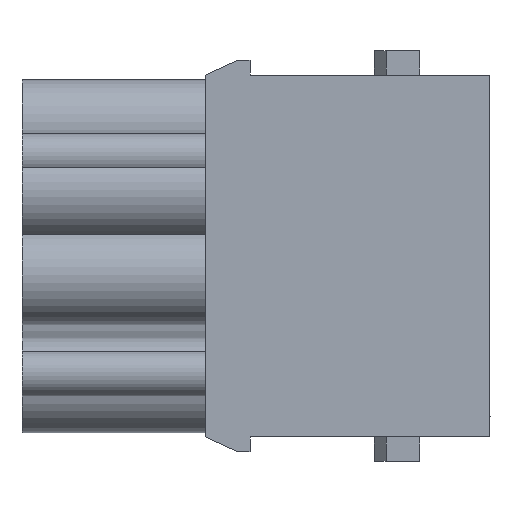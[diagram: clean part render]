
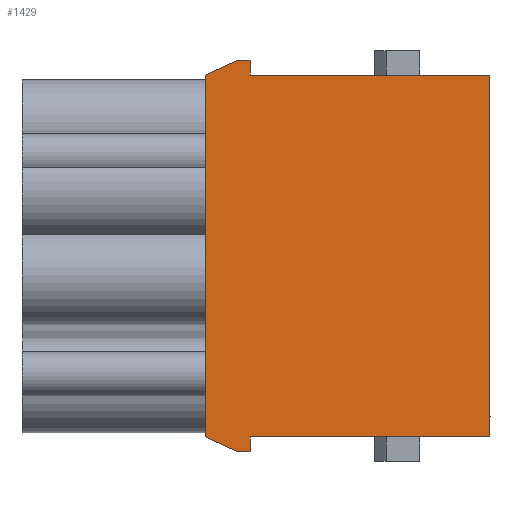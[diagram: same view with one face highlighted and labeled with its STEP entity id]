
A CAD part, left-side view. The second image highlights one B-rep face of the part: STEP entity #1429.
In plain terms, the highlighted planar face has unit normal (-1, 0, 0).
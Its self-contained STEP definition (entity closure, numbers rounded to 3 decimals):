
#1429=ADVANCED_FACE('',(#1776),#1603,.T.);
#1603=PLANE('',#5315);
#1776=FACE_OUTER_BOUND('',#2073,.T.);
#2073=EDGE_LOOP('',(#2971,#2972,#2973,#2974,#2975,#2976,#2977,#2978,#2979,
#2980));
#2971=ORIENTED_EDGE('',*,*,#4027,.T.);
#2972=ORIENTED_EDGE('',*,*,#4025,.T.);
#2973=ORIENTED_EDGE('',*,*,#3819,.T.);
#2974=ORIENTED_EDGE('',*,*,#3823,.T.);
#2975=ORIENTED_EDGE('',*,*,#4022,.F.);
#2976=ORIENTED_EDGE('',*,*,#4006,.T.);
#2977=ORIENTED_EDGE('',*,*,#4028,.F.);
#2978=ORIENTED_EDGE('',*,*,#3798,.T.);
#2979=ORIENTED_EDGE('',*,*,#3794,.T.);
#2980=ORIENTED_EDGE('',*,*,#4029,.T.);
#3340=VERTEX_POINT('',#7225);
#3341=VERTEX_POINT('',#7226);
#3344=VERTEX_POINT('',#7234);
#3358=VERTEX_POINT('',#7277);
#3359=VERTEX_POINT('',#7278);
#3362=VERTEX_POINT('',#7286);
#3502=VERTEX_POINT('',#7769);
#3504=VERTEX_POINT('',#7772);
#3515=VERTEX_POINT('',#7809);
#3516=VERTEX_POINT('',#7813);
#3794=EDGE_CURVE('',#3340,#3341,#4301,.T.);
#3798=EDGE_CURVE('',#3344,#3340,#4305,.T.);
#3819=EDGE_CURVE('',#3358,#3359,#4326,.T.);
#3823=EDGE_CURVE('',#3359,#3362,#4330,.T.);
#4006=EDGE_CURVE('',#3504,#3502,#4402,.T.);
#4022=EDGE_CURVE('',#3504,#3362,#4418,.T.);
#4025=EDGE_CURVE('',#3515,#3358,#4421,.T.);
#4027=EDGE_CURVE('',#3516,#3515,#4423,.T.);
#4028=EDGE_CURVE('',#3344,#3502,#4424,.T.);
#4029=EDGE_CURVE('',#3341,#3516,#4425,.T.);
#4301=LINE('',#7224,#4691);
#4305=LINE('',#7233,#4695);
#4326=LINE('',#7276,#4716);
#4330=LINE('',#7285,#4720);
#4402=LINE('',#7771,#4792);
#4418=LINE('',#7803,#4808);
#4421=LINE('',#7808,#4811);
#4423=LINE('',#7812,#4813);
#4424=LINE('',#7814,#4814);
#4425=LINE('',#7815,#4815);
#4691=VECTOR('',#5761,1.);
#4695=VECTOR('',#5767,1.);
#4716=VECTOR('',#5804,1.);
#4720=VECTOR('',#5810,1.);
#4792=VECTOR('',#6266,1.);
#4808=VECTOR('',#6292,1.);
#4811=VECTOR('',#6299,1.);
#4813=VECTOR('',#6303,1.);
#4814=VECTOR('',#6304,1.);
#4815=VECTOR('',#6305,1.);
#5315=AXIS2_PLACEMENT_3D('',#7816,#6306,#6307);
#5761=DIRECTION('',(0.,1.,0.));
#5767=DIRECTION('',(0.,0.,1.));
#5804=DIRECTION('',(0.,-1.,0.));
#5810=DIRECTION('',(0.,0.,1.));
#6266=DIRECTION('',(0.,0.,1.));
#6292=DIRECTION('',(0.,1.,0.));
#6299=DIRECTION('',(0.,-0.906,-0.423));
#6303=DIRECTION('',(0.,0.,-1.));
#6304=DIRECTION('',(0.,-1.,0.));
#6305=DIRECTION('',(0.,0.906,-0.423));
#6306=DIRECTION('',(-1.,0.,0.));
#6307=DIRECTION('',(0.,0.,1.));
#7224=CARTESIAN_POINT('',(-7.3,-1.1,16.4));
#7225=CARTESIAN_POINT('',(-7.3,-1.1,16.4));
#7226=CARTESIAN_POINT('',(-7.3,-0.064,16.4));
#7233=CARTESIAN_POINT('',(-7.3,-1.1,15.15));
#7234=CARTESIAN_POINT('',(-7.3,-1.1,15.15));
#7276=CARTESIAN_POINT('',(-7.3,-0.064,-16.4));
#7277=CARTESIAN_POINT('',(-7.3,-0.064,-16.4));
#7278=CARTESIAN_POINT('',(-7.3,-1.1,-16.4));
#7285=CARTESIAN_POINT('',(-7.3,-1.1,-16.4));
#7286=CARTESIAN_POINT('',(-7.3,-1.1,-15.15));
#7769=CARTESIAN_POINT('',(-7.3,-21.2,15.15));
#7771=CARTESIAN_POINT('',(-7.3,-21.2,-15.15));
#7772=CARTESIAN_POINT('',(-7.3,-21.2,-15.15));
#7803=CARTESIAN_POINT('',(-7.3,-21.2,-15.15));
#7808=CARTESIAN_POINT('',(-7.3,2.617,-15.15));
#7809=CARTESIAN_POINT('',(-7.3,2.617,-15.15));
#7812=CARTESIAN_POINT('',(-7.3,2.617,15.15));
#7813=CARTESIAN_POINT('',(-7.3,2.617,15.15));
#7814=CARTESIAN_POINT('',(-7.3,-1.1,15.15));
#7815=CARTESIAN_POINT('',(-7.3,-0.064,16.4));
#7816=CARTESIAN_POINT('',(-7.3,-21.3,-16.663));
